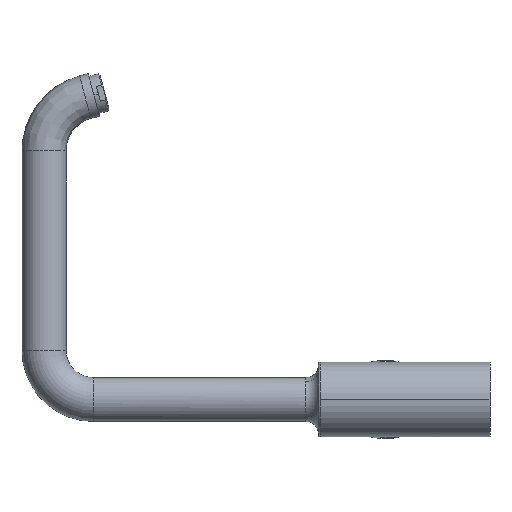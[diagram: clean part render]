
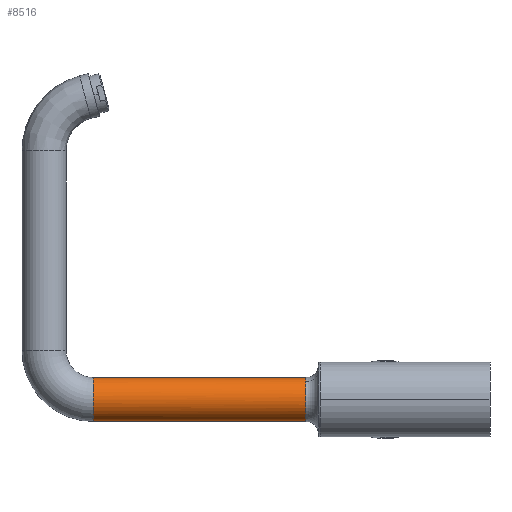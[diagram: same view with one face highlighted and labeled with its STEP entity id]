
A CAD part, left-side view. The second image highlights one B-rep face of the part: STEP entity #8516.
In plain terms, the highlighted cylindrical face has radius 13.75 mm (diameter 27.5 mm), a partial arc.
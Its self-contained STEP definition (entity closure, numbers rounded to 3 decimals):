
#283 = AXIS2_PLACEMENT_3D ( 'NONE', #8264, #4029, #8984 ) ;
#338 = VERTEX_POINT ( 'NONE', #9143 ) ;
#395 = VERTEX_POINT ( 'NONE', #1420 ) ;
#478 = CIRCLE ( 'NONE', #283, 13.75 ) ;
#479 = ORIENTED_EDGE ( 'NONE', *, *, #6690, .T. ) ;
#485 = CIRCLE ( 'NONE', #7720, 13.75 ) ;
#672 = ORIENTED_EDGE ( 'NONE', *, *, #8370, .F. ) ;
#688 = FACE_OUTER_BOUND ( 'NONE', #1035, .T. ) ;
#1035 = EDGE_LOOP ( 'NONE', ( #6756, #672, #5446, #479, #8470 ) ) ;
#1114 = CARTESIAN_POINT ( 'NONE',  ( 0., 247.9, 13.75 ) ) ;
#1420 = CARTESIAN_POINT ( 'NONE',  ( 0., 247.9, -13.75 ) ) ;
#1684 = AXIS2_PLACEMENT_3D ( 'NONE', #1973, #6893, #2687 ) ;
#1973 = CARTESIAN_POINT ( 'NONE',  ( 0., 115.16, 0. ) ) ;
#2033 = CARTESIAN_POINT ( 'NONE',  ( 0., 175.525, 13.75 ) ) ;
#2068 = DIRECTION ( 'NONE',  ( 0., 1., 0. ) ) ;
#2553 = CARTESIAN_POINT ( 'NONE',  ( 0., 247.9, 0. ) ) ;
#2687 = DIRECTION ( 'NONE',  ( 0., 0., 1. ) ) ;
#2720 = VECTOR ( 'NONE', #2068, 1000. ) ;
#2898 = DIRECTION ( 'NONE',  ( 0., 0., 1. ) ) ;
#2981 = CARTESIAN_POINT ( 'NONE',  ( -8.082, 115.16, 11.124 ) ) ;
#3262 = DIRECTION ( 'NONE',  ( 0., 0., 1. ) ) ;
#3705 = CARTESIAN_POINT ( 'NONE',  ( 0., 115.16, 13.75 ) ) ;
#3775 = EDGE_CURVE ( 'NONE', #395, #3788, #485, .T. ) ;
#3788 = VERTEX_POINT ( 'NONE', #1114 ) ;
#4027 = VERTEX_POINT ( 'NONE', #2981 ) ;
#4029 = DIRECTION ( 'NONE',  ( 0., -1., 0. ) ) ;
#4236 = LINE ( 'NONE', #8793, #4461 ) ;
#4291 = DIRECTION ( 'NONE',  ( 0., 1., 0. ) ) ;
#4461 = VECTOR ( 'NONE', #4291, 1000. ) ;
#4578 = LINE ( 'NONE', #2033, #2720 ) ;
#5446 = ORIENTED_EDGE ( 'NONE', *, *, #5861, .F. ) ;
#5861 = EDGE_CURVE ( 'NONE', #6237, #4027, #478, .T. ) ;
#5931 = AXIS2_PLACEMENT_3D ( 'NONE', #7099, #9080, #2898 ) ;
#6111 = CYLINDRICAL_SURFACE ( 'NONE', #5931, 13.75 ) ;
#6237 = VERTEX_POINT ( 'NONE', #3705 ) ;
#6690 = EDGE_CURVE ( 'NONE', #6237, #3788, #4578, .T. ) ;
#6756 = ORIENTED_EDGE ( 'NONE', *, *, #8572, .F. ) ;
#6781 = CIRCLE ( 'NONE', #1684, 13.75 ) ;
#6893 = DIRECTION ( 'NONE',  ( 0., -1., 0. ) ) ;
#7099 = CARTESIAN_POINT ( 'NONE',  ( 0., 175.525, 0. ) ) ;
#7470 = DIRECTION ( 'NONE',  ( 0., 1., 0. ) ) ;
#7720 = AXIS2_PLACEMENT_3D ( 'NONE', #2553, #7470, #3262 ) ;
#8264 = CARTESIAN_POINT ( 'NONE',  ( 0., 115.16, 0. ) ) ;
#8370 = EDGE_CURVE ( 'NONE', #4027, #338, #6781, .T. ) ;
#8470 = ORIENTED_EDGE ( 'NONE', *, *, #3775, .F. ) ;
#8516 = ADVANCED_FACE ( 'NONE', ( #688 ), #6111, .T. ) ;
#8572 = EDGE_CURVE ( 'NONE', #338, #395, #4236, .T. ) ;
#8793 = CARTESIAN_POINT ( 'NONE',  ( 0., 175.525, -13.75 ) ) ;
#8984 = DIRECTION ( 'NONE',  ( 0., 0., 1. ) ) ;
#9080 = DIRECTION ( 'NONE',  ( 0., 1., 0. ) ) ;
#9143 = CARTESIAN_POINT ( 'NONE',  ( 0., 115.16, -13.75 ) ) ;
